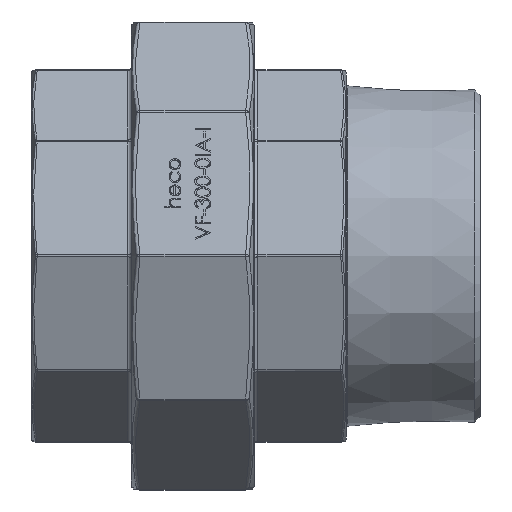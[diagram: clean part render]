
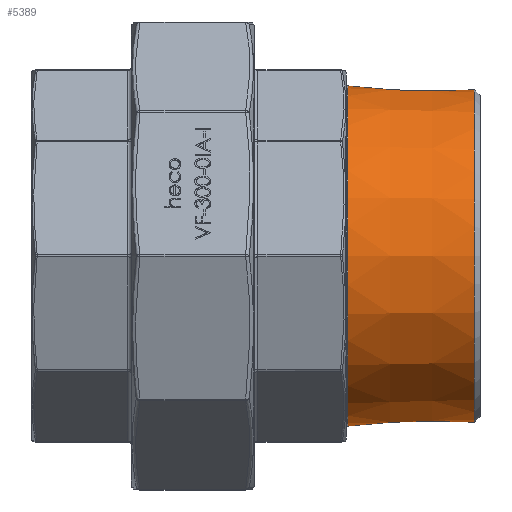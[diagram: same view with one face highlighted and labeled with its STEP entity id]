
A CAD part, top view. The second image highlights one B-rep face of the part: STEP entity #5389.
In plain terms, the highlighted conical face has half-angle 1.79 degrees and reference radius 43.94 mm.
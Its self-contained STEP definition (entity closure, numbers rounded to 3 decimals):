
#581 = EDGE_LOOP ( 'NONE', ( #14014 ) ) ;
#2336 = DIRECTION ( 'NONE',  ( 0., 0., 1. ) ) ;
#3416 = CIRCLE ( 'NONE', #22947, 43.344 ) ;
#5285 = DIRECTION ( 'NONE',  ( -1., 0., 0. ) ) ;
#5343 = AXIS2_PLACEMENT_3D ( 'NONE', #19336, #5285, #9467 ) ;
#5388 = CIRCLE ( 'NONE', #11528, 44.375 ) ;
#5389 = ADVANCED_FACE ( 'NONE', ( #23536, #12004 ), #22984, .T. ) ;
#5658 = CARTESIAN_POINT ( 'NONE',  ( 70.472, 0., 0. ) ) ;
#6668 = CARTESIAN_POINT ( 'NONE',  ( 70.472, 0., 43.344 ) ) ;
#9467 = DIRECTION ( 'NONE',  ( 0., 0., 1. ) ) ;
#9919 = EDGE_LOOP ( 'NONE', ( #16436 ) ) ;
#11128 = DIRECTION ( 'NONE',  ( 1., 0., 0. ) ) ;
#11238 = CARTESIAN_POINT ( 'NONE',  ( 37.484, 0., 0. ) ) ;
#11281 = EDGE_CURVE ( 'NONE', #12329, #12329, #3416, .T. ) ;
#11363 = DIRECTION ( 'NONE',  ( 0., 0., 1. ) ) ;
#11528 = AXIS2_PLACEMENT_3D ( 'NONE', #11238, #11128, #11363 ) ;
#12004 = FACE_BOUND ( 'NONE', #9919, .T. ) ;
#12329 = VERTEX_POINT ( 'NONE', #6668 ) ;
#14014 = ORIENTED_EDGE ( 'NONE', *, *, #15696, .T. ) ;
#15696 = EDGE_CURVE ( 'NONE', #15929, #15929, #5388, .T. ) ;
#15929 = VERTEX_POINT ( 'NONE', #21335 ) ;
#16436 = ORIENTED_EDGE ( 'NONE', *, *, #11281, .T. ) ;
#17951 = DIRECTION ( 'NONE',  ( -1., 0., 0. ) ) ;
#19336 = CARTESIAN_POINT ( 'NONE',  ( 51.4, 0., 0. ) ) ;
#21335 = CARTESIAN_POINT ( 'NONE',  ( 37.484, 0., 44.375 ) ) ;
#22947 = AXIS2_PLACEMENT_3D ( 'NONE', #5658, #17951, #2336 ) ;
#22984 = CONICAL_SURFACE ( 'NONE', #5343, 43.94, 0.031 ) ;
#23536 = FACE_OUTER_BOUND ( 'NONE', #581, .T. ) ;
